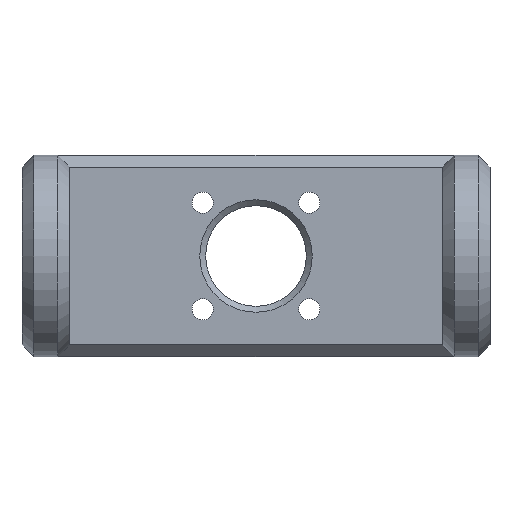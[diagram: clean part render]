
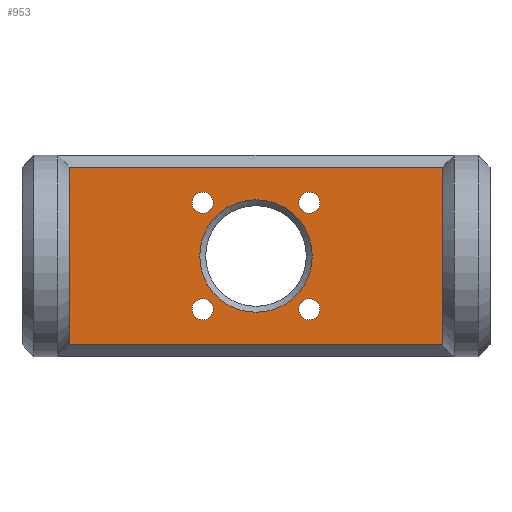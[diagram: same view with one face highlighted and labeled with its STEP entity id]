
A CAD part, left-side view. The second image highlights one B-rep face of the part: STEP entity #953.
In plain terms, the highlighted planar face has unit normal (-1, 0, 0).
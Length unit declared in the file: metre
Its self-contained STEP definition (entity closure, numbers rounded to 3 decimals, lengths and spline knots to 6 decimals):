
#25=PLANE('',#1040);
#74=LINE('',#1445,#172);
#107=LINE('',#1528,#205);
#108=LINE('',#1531,#206);
#109=LINE('',#1532,#207);
#172=VECTOR('',#1157,1.);
#205=VECTOR('',#1216,1.);
#206=VECTOR('',#1217,1.);
#207=VECTOR('',#1218,1.);
#324=ORIENTED_EDGE('',*,*,#576,.T.);
#325=ORIENTED_EDGE('',*,*,#577,.T.);
#326=ORIENTED_EDGE('',*,*,#578,.T.);
#327=ORIENTED_EDGE('',*,*,#579,.T.);
#328=ORIENTED_EDGE('',*,*,#580,.T.);
#329=ORIENTED_EDGE('',*,*,#581,.F.);
#330=ORIENTED_EDGE('',*,*,#582,.T.);
#331=ORIENTED_EDGE('',*,*,#540,.T.);
#332=ORIENTED_EDGE('',*,*,#583,.T.);
#540=EDGE_CURVE('',#668,#669,#74,.T.);
#576=EDGE_CURVE('',#700,#700,#740,.T.);
#577=EDGE_CURVE('',#701,#701,#741,.T.);
#578=EDGE_CURVE('',#702,#702,#742,.T.);
#579=EDGE_CURVE('',#703,#703,#743,.T.);
#580=EDGE_CURVE('',#704,#704,#744,.T.);
#581=EDGE_CURVE('',#705,#706,#107,.T.);
#582=EDGE_CURVE('',#705,#668,#108,.T.);
#583=EDGE_CURVE('',#669,#706,#109,.T.);
#668=VERTEX_POINT('',#1446);
#669=VERTEX_POINT('',#1447);
#700=VERTEX_POINT('',#1519);
#701=VERTEX_POINT('',#1521);
#702=VERTEX_POINT('',#1523);
#703=VERTEX_POINT('',#1525);
#704=VERTEX_POINT('',#1527);
#705=VERTEX_POINT('',#1529);
#706=VERTEX_POINT('',#1530);
#740=CIRCLE('',#1041,0.00475);
#741=CIRCLE('',#1042,0.0009);
#742=CIRCLE('',#1043,0.0009);
#743=CIRCLE('',#1044,0.0009);
#744=CIRCLE('',#1045,0.0009);
#775=EDGE_LOOP('',(#324));
#776=EDGE_LOOP('',(#325));
#777=EDGE_LOOP('',(#326));
#778=EDGE_LOOP('',(#327));
#779=EDGE_LOOP('',(#328));
#780=EDGE_LOOP('',(#329,#330,#331,#332));
#863=FACE_BOUND('',#775,.T.);
#864=FACE_BOUND('',#776,.T.);
#865=FACE_BOUND('',#777,.T.);
#866=FACE_BOUND('',#778,.T.);
#867=FACE_BOUND('',#779,.T.);
#868=FACE_BOUND('',#780,.T.);
#953=ADVANCED_FACE('',(#863,#864,#865,#866,#867,#868),#25,.F.);
#1040=AXIS2_PLACEMENT_3D('',#1517,#1204,#1205);
#1041=AXIS2_PLACEMENT_3D('',#1518,#1206,#1207);
#1042=AXIS2_PLACEMENT_3D('',#1520,#1208,#1209);
#1043=AXIS2_PLACEMENT_3D('',#1522,#1210,#1211);
#1044=AXIS2_PLACEMENT_3D('',#1524,#1212,#1213);
#1045=AXIS2_PLACEMENT_3D('',#1526,#1214,#1215);
#1157=DIRECTION('',(0.,0.,1.));
#1204=DIRECTION('',(1.,0.,0.));
#1205=DIRECTION('',(0.,1.,0.));
#1206=DIRECTION('',(1.,0.,0.));
#1207=DIRECTION('',(0.,0.,-1.));
#1208=DIRECTION('',(1.,0.,0.));
#1209=DIRECTION('',(0.,0.,-1.));
#1210=DIRECTION('',(1.,0.,0.));
#1211=DIRECTION('',(0.,0.,-1.));
#1212=DIRECTION('',(1.,0.,0.));
#1213=DIRECTION('',(0.,0.,-1.));
#1214=DIRECTION('',(1.,0.,0.));
#1215=DIRECTION('',(0.,0.,-1.));
#1216=DIRECTION('',(0.,0.,1.));
#1217=DIRECTION('',(0.,-1.,0.));
#1218=DIRECTION('',(0.,1.,0.));
#1445=CARTESIAN_POINT('',(0.026,-0.0005,0.));
#1446=CARTESIAN_POINT('',(0.026,-0.0005,-0.0075));
#1447=CARTESIAN_POINT('',(0.026,-0.0005,0.0075));
#1517=CARTESIAN_POINT('',(0.026,0.01525,0.));
#1518=CARTESIAN_POINT('',(0.026,0.01525,0.));
#1519=CARTESIAN_POINT('',(0.026,0.01525,-0.00475));
#1520=CARTESIAN_POINT('',(0.026,0.01975,-0.0045));
#1521=CARTESIAN_POINT('',(0.026,0.01975,-0.0054));
#1522=CARTESIAN_POINT('',(0.026,0.01075,-0.0045));
#1523=CARTESIAN_POINT('',(0.026,0.01075,-0.0054));
#1524=CARTESIAN_POINT('',(0.026,0.01975,0.0045));
#1525=CARTESIAN_POINT('',(0.026,0.01975,0.0036));
#1526=CARTESIAN_POINT('',(0.026,0.01075,0.0045));
#1527=CARTESIAN_POINT('',(0.026,0.01075,0.0036));
#1528=CARTESIAN_POINT('',(0.026,0.031,0.));
#1529=CARTESIAN_POINT('',(0.026,0.031,-0.0075));
#1530=CARTESIAN_POINT('',(0.026,0.031,0.0075));
#1531=CARTESIAN_POINT('',(0.026,0.01525,-0.0075));
#1532=CARTESIAN_POINT('',(0.026,0.031,0.0075));
